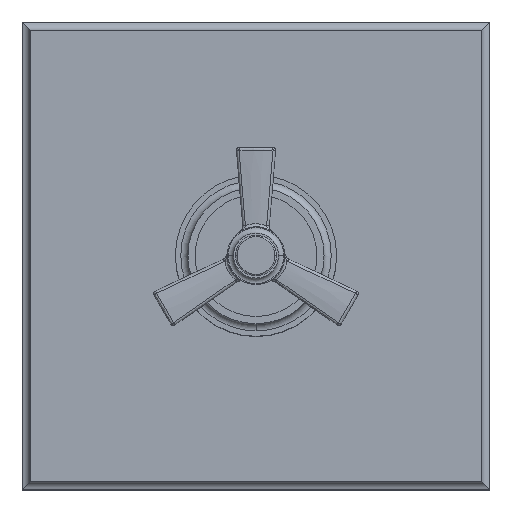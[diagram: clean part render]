
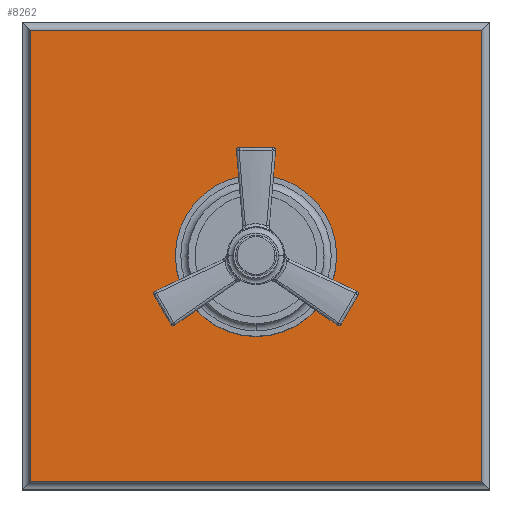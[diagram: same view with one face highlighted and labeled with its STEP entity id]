
A CAD part, top view. The second image highlights one B-rep face of the part: STEP entity #8262.
In plain terms, the highlighted planar face has unit normal (0, 0, 1).
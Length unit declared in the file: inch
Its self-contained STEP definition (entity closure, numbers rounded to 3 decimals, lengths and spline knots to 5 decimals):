
#2=DIRECTION('',(0.,-1.,0.));
#3=VECTOR('',#2,6.27);
#4=CARTESIAN_POINT('',(-3.135,3.135,0.313));
#5=LINE('',#4,#3);
#6=CARTESIAN_POINT('',(0.,0.,0.313));
#7=DIRECTION('',(0.,0.,-1.));
#8=DIRECTION('',(-1.,0.,0.));
#9=AXIS2_PLACEMENT_3D('',#6,#7,#8);
#11=CARTESIAN_POINT('',(0.,0.,0.313));
#12=DIRECTION('',(0.,0.,-1.));
#13=DIRECTION('',(1.,0.,0.));
#14=AXIS2_PLACEMENT_3D('',#11,#12,#13);
#16=DIRECTION('',(-1.,0.,0.));
#17=VECTOR('',#16,6.27);
#18=CARTESIAN_POINT('',(3.135,3.135,0.313));
#19=LINE('',#18,#17);
#98=DIRECTION('',(1.,0.,0.));
#99=VECTOR('',#98,6.27);
#100=CARTESIAN_POINT('',(-3.135,-3.135,0.313));
#101=LINE('',#100,#99);
#123=DIRECTION('',(0.,1.,0.));
#124=VECTOR('',#123,6.27);
#125=CARTESIAN_POINT('',(3.135,-3.135,0.313));
#126=LINE('',#125,#124);
#7090=CARTESIAN_POINT('',(-3.135,3.135,0.313));
#7091=CARTESIAN_POINT('',(-3.135,-3.135,0.313));
#7092=VERTEX_POINT('',#7090);
#7093=VERTEX_POINT('',#7091);
#7098=CARTESIAN_POINT('',(3.135,-3.135,0.313));
#7099=VERTEX_POINT('',#7098);
#7102=CARTESIAN_POINT('',(3.135,3.135,0.313));
#7103=VERTEX_POINT('',#7102);
#7110=CARTESIAN_POINT('',(-1.12,0.,0.313));
#7111=CARTESIAN_POINT('',(1.12,0.,0.313));
#7112=VERTEX_POINT('',#7110);
#7113=VERTEX_POINT('',#7111);
#8242=CARTESIAN_POINT('',(0.,0.,0.313));
#8243=DIRECTION('',(0.,0.,1.));
#8244=DIRECTION('',(1.,0.,0.));
#8245=AXIS2_PLACEMENT_3D('',#8242,#8243,#8244);
#8246=PLANE('',#8245);
#8247=ORIENTED_EDGE('',*,*,#8231,.F.);
#8249=ORIENTED_EDGE('',*,*,#8248,.F.);
#8251=ORIENTED_EDGE('',*,*,#8250,.F.);
#8253=ORIENTED_EDGE('',*,*,#8252,.F.);
#8254=EDGE_LOOP('',(#8247,#8249,#8251,#8253));
#8255=FACE_OUTER_BOUND('',#8254,.F.);
#8257=ORIENTED_EDGE('',*,*,#8256,.F.);
#8259=ORIENTED_EDGE('',*,*,#8258,.F.);
#8260=EDGE_LOOP('',(#8257,#8259));
#8261=FACE_BOUND('',#8260,.F.);
#8262=ADVANCED_FACE('',(#8255,#8261),#8246,.T.);
#10=CIRCLE('',#9,1.12);
#15=CIRCLE('',#14,1.12);
#8231=EDGE_CURVE('',#7092,#7093,#5,.T.);
#8248=EDGE_CURVE('',#7103,#7092,#19,.T.);
#8250=EDGE_CURVE('',#7099,#7103,#126,.T.);
#8252=EDGE_CURVE('',#7093,#7099,#101,.T.);
#8256=EDGE_CURVE('',#7112,#7113,#10,.T.);
#8258=EDGE_CURVE('',#7113,#7112,#15,.T.);
